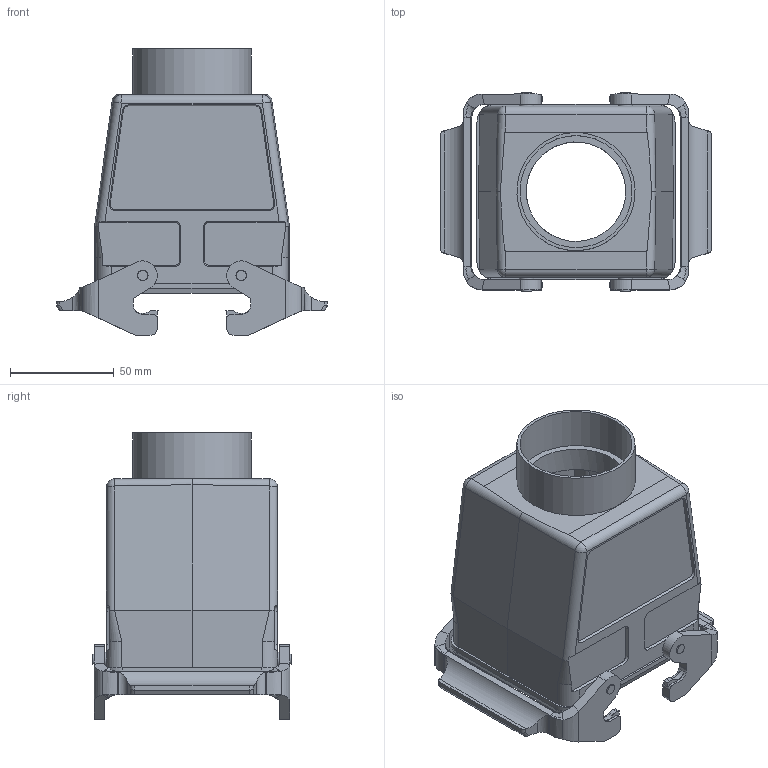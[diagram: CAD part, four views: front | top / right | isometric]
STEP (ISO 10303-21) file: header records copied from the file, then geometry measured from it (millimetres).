
FILE_DESCRIPTION(/* description */ (''),/* implementation_level */ '2;1');
FILE_NAME(/* name */ '100569683ugm000_c.stp',/* time_stamp */ '2019-07-24T10:32:55+02:00',/* author */ (''),/* organization */ (''),/* preprocessor_version */ 'ST-DEVELOPER v16.7',/* originating_system */ 'SIEMENS PLM Software NX 12.0',/* authorisation */ '');
FILE_SCHEMA (('AUTOMOTIVE_DESIGN { 1 0 10303 214 3 1 1 1 }'));
Length unit declared in the file: millimetre
Products named in the file (1): 100569683ugm000_c
Bounding box: 130.5 x 95.5 x 138 mm (x, y, z)
Volume: 205199.9 mm3; surface area: 98240.4 mm2
Topology: 3 solids, 3 shells, 542 faces, 1486 edges, 977 vertices
Faces by surface type: plane 302, cylinder 114, bspline 78, cone 38, extrusion 6, sphere 4
Full cylindrical faces by diameter (mm): 3 x8, 4.8 x4, 5.1 x4, 7 x4, 48 x1, 54 x2, 57 x1
Entity records: 21614 total; most frequent: CARTESIAN_POINT 6193, ORIENTED_EDGE 2842, DIRECTION 2410, EDGE_CURVE 1421, VERTEX_POINT 957, VECTOR 878, LINE 872, AXIS2_PLACEMENT_3D 766
